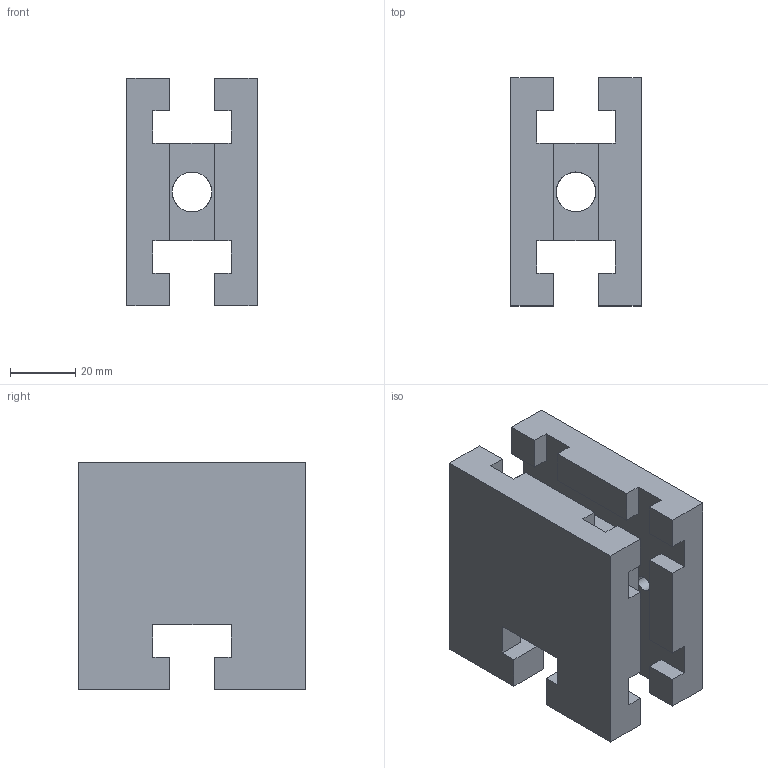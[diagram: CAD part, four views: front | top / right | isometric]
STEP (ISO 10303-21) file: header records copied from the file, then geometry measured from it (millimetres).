
FILE_DESCRIPTION(('STEP AP214'),'1');
FILE_NAME('halderv_eh_1211_100.stp','2014-06-18T11:45:42',('TraceParts'),('TraceParts S.A.'),'XStep 1.0',' ',' ');
FILE_SCHEMA(('automotive_design'));
Length unit declared in the file: millimetre
Products named in the file (1): 1
Bounding box: 40 x 70 x 70 mm (x, y, z)
Volume: 102365.2 mm3; surface area: 30719.6 mm2
Topology: 1 solids, 1 shells, 102 faces, 292 edges, 190 vertices
Faces by surface type: plane 86, cylinder 12, cone 4
Entity records: 6538 total; most frequent: STYLED_ITEM 585, PRESENTATION_STYLE_ASSIGNMENT 585, CARTESIAN_POINT 585, COLOUR_RGB 585, ORIENTED_EDGE 584, DIRECTION 522, EDGE_CURVE 292, CURVE_STYLE 292
